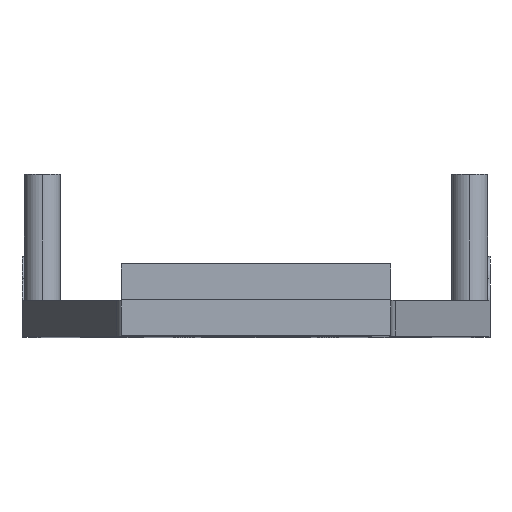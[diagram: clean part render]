
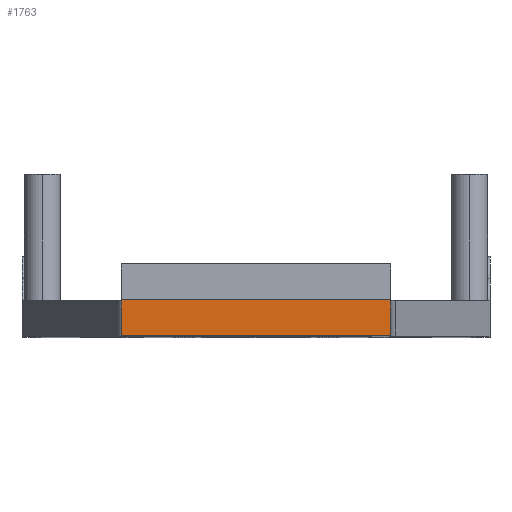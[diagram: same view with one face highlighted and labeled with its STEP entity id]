
A CAD part, top view. The second image highlights one B-rep face of the part: STEP entity #1763.
In plain terms, the highlighted planar face has unit normal (0, 0, 1).
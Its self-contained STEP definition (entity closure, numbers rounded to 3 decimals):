
#162 = VERTEX_POINT ( 'NONE', #3223 ) ;
#163 = ORIENTED_EDGE ( 'NONE', *, *, #3414, .T. ) ;
#303 = EDGE_CURVE ( 'NONE', #1934, #3685, #2398, .T. ) ;
#705 = CARTESIAN_POINT ( 'NONE',  ( -82., 0., 218. ) ) ;
#793 = DIRECTION ( 'NONE',  ( 0., -1., 0. ) ) ;
#837 = ORIENTED_EDGE ( 'NONE', *, *, #1823, .F. ) ;
#1228 = VECTOR ( 'NONE', #2709, 1000. ) ;
#1290 = CARTESIAN_POINT ( 'NONE',  ( -82., 8., 218. ) ) ;
#1427 = CARTESIAN_POINT ( 'NONE',  ( -22., 8., 218. ) ) ;
#1499 = ORIENTED_EDGE ( 'NONE', *, *, #3717, .T. ) ;
#1540 = VERTEX_POINT ( 'NONE', #1290 ) ;
#1763 = ADVANCED_FACE ( 'NONE', ( #2269 ), #3758, .F. ) ;
#1823 = EDGE_CURVE ( 'NONE', #1540, #1934, #2852, .T. ) ;
#1905 = DIRECTION ( 'NONE',  ( 1., 0., 0. ) ) ;
#1934 = VERTEX_POINT ( 'NONE', #3564 ) ;
#1939 = VECTOR ( 'NONE', #1905, 1000. ) ;
#1954 = CARTESIAN_POINT ( 'NONE',  ( -82., 8., 218. ) ) ;
#1993 = DIRECTION ( 'NONE',  ( 0., 0., -1. ) ) ;
#2110 = AXIS2_PLACEMENT_3D ( 'NONE', #3156, #1993, #3196 ) ;
#2202 = LINE ( 'NONE', #705, #1939 ) ;
#2232 = VECTOR ( 'NONE', #2249, 1000. ) ;
#2249 = DIRECTION ( 'NONE',  ( 1., 0., 0. ) ) ;
#2269 = FACE_OUTER_BOUND ( 'NONE', #2987, .T. ) ;
#2398 = LINE ( 'NONE', #2934, #1228 ) ;
#2564 = LINE ( 'NONE', #1954, #2956 ) ;
#2709 = DIRECTION ( 'NONE',  ( 0., -1., 0. ) ) ;
#2852 = LINE ( 'NONE', #1427, #2232 ) ;
#2904 = CARTESIAN_POINT ( 'NONE',  ( -22., 0., 218. ) ) ;
#2934 = CARTESIAN_POINT ( 'NONE',  ( -22., 8., 218. ) ) ;
#2956 = VECTOR ( 'NONE', #793, 1000. ) ;
#2987 = EDGE_LOOP ( 'NONE', ( #3858, #837, #1499, #163 ) ) ;
#3156 = CARTESIAN_POINT ( 'NONE',  ( -82., 8., 218. ) ) ;
#3196 = DIRECTION ( 'NONE',  ( -1., 0., 0. ) ) ;
#3223 = CARTESIAN_POINT ( 'NONE',  ( -82., 0., 218. ) ) ;
#3414 = EDGE_CURVE ( 'NONE', #162, #3685, #2202, .T. ) ;
#3564 = CARTESIAN_POINT ( 'NONE',  ( -22., 8., 218. ) ) ;
#3685 = VERTEX_POINT ( 'NONE', #2904 ) ;
#3717 = EDGE_CURVE ( 'NONE', #1540, #162, #2564, .T. ) ;
#3758 = PLANE ( 'NONE',  #2110 ) ;
#3858 = ORIENTED_EDGE ( 'NONE', *, *, #303, .F. ) ;
